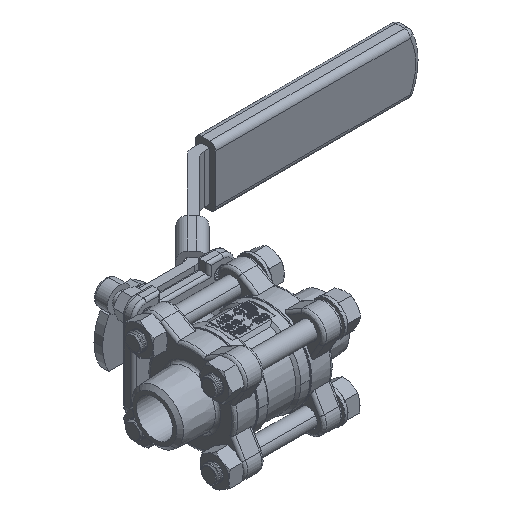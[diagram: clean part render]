
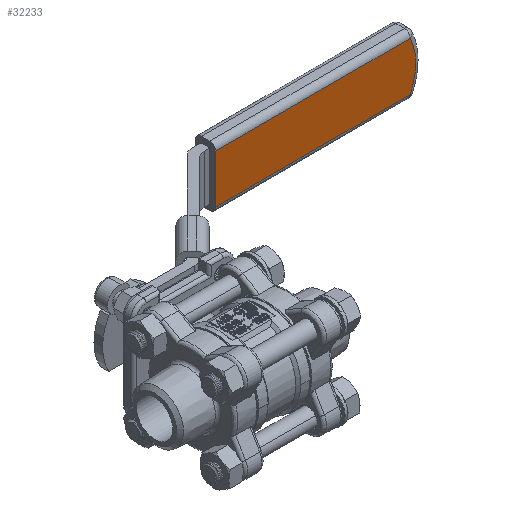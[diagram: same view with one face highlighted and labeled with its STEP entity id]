
A CAD part, isometric view. The second image highlights one B-rep face of the part: STEP entity #32233.
In plain terms, the highlighted planar face has unit normal (0, -1, 0).
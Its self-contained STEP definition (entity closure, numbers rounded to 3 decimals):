
#32188 = EDGE_LOOP ( 'NONE', ( #32189, #32255, #32257, #32297 ) ) ;
#32189 = ORIENTED_EDGE ( 'NONE', *, *, #32217, .F. ) ;
#32190 = VERTEX_POINT ( 'NONE', #50392 ) ;
#32215 = VERTEX_POINT ( 'NONE', #50482 ) ;
#32217 = EDGE_CURVE ( 'NONE', #32215, #32218, #50481, .T. ) ;
#32218 = VERTEX_POINT ( 'NONE', #50477 ) ;
#32233 = ADVANCED_FACE ( 'NONE', ( #50522 ), #50521, .F. ) ;
#32255 = ORIENTED_EDGE ( 'NONE', *, *, #32256, .T. ) ;
#32256 = EDGE_CURVE ( 'NONE', #32215, #32190, #50544, .T. ) ;
#32257 = ORIENTED_EDGE ( 'NONE', *, *, #32295, .T. ) ;
#32295 = EDGE_CURVE ( 'NONE', #32190, #32296, #50606, .T. ) ;
#32296 = VERTEX_POINT ( 'NONE', #50597 ) ;
#32297 = ORIENTED_EDGE ( 'NONE', *, *, #32298, .T. ) ;
#32298 = EDGE_CURVE ( 'NONE', #32296, #32218, #50596, .T. ) ;
#50392 = CARTESIAN_POINT ( 'NONE',  ( 68.061, -3.5, -8.5 ) ) ;
#50477 = CARTESIAN_POINT ( 'NONE',  ( 0., -3.5, 8.5 ) ) ;
#50478 = DIRECTION ( 'NONE',  ( 0., 0., 1. ) ) ;
#50479 = VECTOR ( 'NONE', #50478, 1000. ) ;
#50480 = CARTESIAN_POINT ( 'NONE',  ( 0., -3.5, -10.5 ) ) ;
#50481 = LINE ( 'NONE', #50480, #50479 ) ;
#50482 = CARTESIAN_POINT ( 'NONE',  ( 0., -3.5, -8.5 ) ) ;
#50517 = DIRECTION ( 'NONE',  ( 0., 0., 1. ) ) ;
#50518 = DIRECTION ( 'NONE',  ( 0., 1., 0. ) ) ;
#50519 = CARTESIAN_POINT ( 'NONE',  ( 50.4, -3.5, 0. ) ) ;
#50520 = AXIS2_PLACEMENT_3D ( 'NONE', #50519, #50518, #50517 ) ;
#50521 = PLANE ( 'NONE',  #50520 ) ;
#50522 = FACE_OUTER_BOUND ( 'NONE', #32188, .T. ) ;
#50541 = DIRECTION ( 'NONE',  ( 1., 0., 0. ) ) ;
#50542 = VECTOR ( 'NONE', #50541, 1000. ) ;
#50543 = CARTESIAN_POINT ( 'NONE',  ( 50.4, -3.5, -8.5 ) ) ;
#50544 = LINE ( 'NONE', #50543, #50542 ) ;
#50593 = DIRECTION ( 'NONE',  ( -1., 0., 0. ) ) ;
#50594 = VECTOR ( 'NONE', #50593, 1000. ) ;
#50595 = CARTESIAN_POINT ( 'NONE',  ( 50.4, -3.5, 8.5 ) ) ;
#50596 = LINE ( 'NONE', #50595, #50594 ) ;
#50597 = CARTESIAN_POINT ( 'NONE',  ( 68.061, -3.5, 8.5 ) ) ;
#50598 = DIRECTION ( 'NONE',  ( 0., 0., 1. ) ) ;
#50599 = DIRECTION ( 'NONE',  ( 0., -1., 0. ) ) ;
#50600 = CARTESIAN_POINT ( 'NONE',  ( 50.4, -3.5, 0. ) ) ;
#50601 = AXIS2_PLACEMENT_3D ( 'NONE', #50600, #50599, #50598 ) ;
#50606 = CIRCLE ( 'NONE', #50601, 19.6 ) ;
